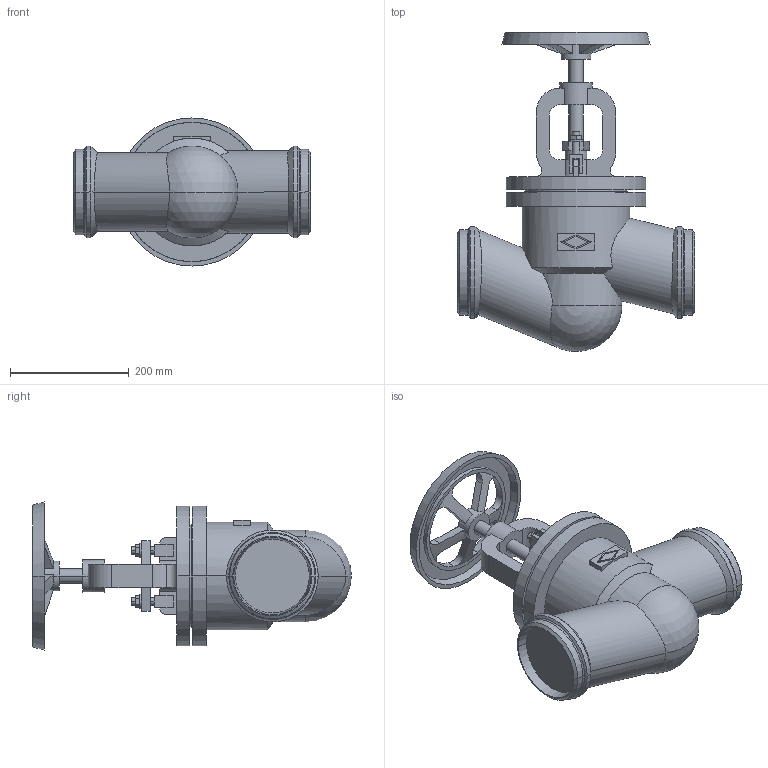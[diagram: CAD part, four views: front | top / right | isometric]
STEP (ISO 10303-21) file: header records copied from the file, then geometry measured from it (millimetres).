
FILE_DESCRIPTION(('OneSpaceDesigner STEP Export'),'2;1');
FILE_NAME('c000001366.stp','2005-11-28T11:48:31',(''),(''),'OneSpace Designer STEP processor for AP203 (Solid Model)','OneSpace Designer 13.20A 18-Aug-2005 (C) CoCreate Software GmbH','');
FILE_SCHEMA(('CONFIG_CONTROL_DESIGN'));
Length unit declared in the file: millimetre
Products named in the file (1): 1
Bounding box: 400 x 538.11 x 250 mm (x, y, z)
Volume: 11578887.5 mm3; surface area: 598136.1 mm2
Topology: 1 solids, 1 shells, 257 faces, 656 edges, 419 vertices
Faces by surface type: plane 124, cylinder 87, cone 40, torus 4, sphere 2
Entity records: 8067 total; most frequent: CARTESIAN_POINT 2214, ORIENTED_EDGE 1308, DIRECTION 1074, EDGE_CURVE 654, VERTEX_POINT 419, AXIS2_PLACEMENT_3D 358, VECTOR 358, LINE 358
